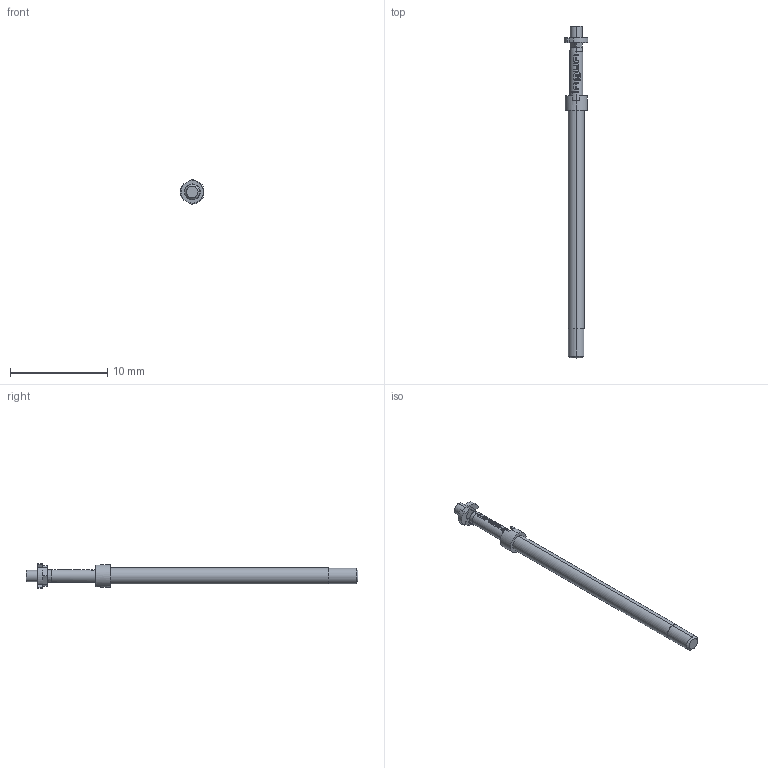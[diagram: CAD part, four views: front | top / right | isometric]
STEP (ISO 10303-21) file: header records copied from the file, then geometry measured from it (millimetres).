
FILE_DESCRIPTION (( 'STEP AP203' ), '1' );
FILE_NAME ('INGUN_T-912_302_120_120_250Axx02M.STEP', '2022-02-09T07:35:25', ( 'ochi' ), ( '' ), 'SwSTEP 2.0', 'SolidWorks 2018', '' );
FILE_SCHEMA (( 'CONFIG_CONTROL_DESIGN' ));
Length unit declared in the file: millimetre
Products named in the file (1): INGUN_T-912_302_120_120_250Axx02M
Bounding box: 2.45 x 34.2 x 2.5 mm (x, y, z)
Volume: 70.7 mm3; surface area: 190.6 mm2
Topology: 1 solids, 1 shells, 132 faces, 369 edges, 243 vertices
Faces by surface type: plane 76, cylinder 27, bspline 22, cone 7
Entity records: 4615 total; most frequent: CARTESIAN_POINT 1277, ORIENTED_EDGE 738, DIRECTION 612, EDGE_CURVE 369, VERTEX_POINT 243, AXIS2_PLACEMENT_3D 222, LINE 168, VECTOR 168
